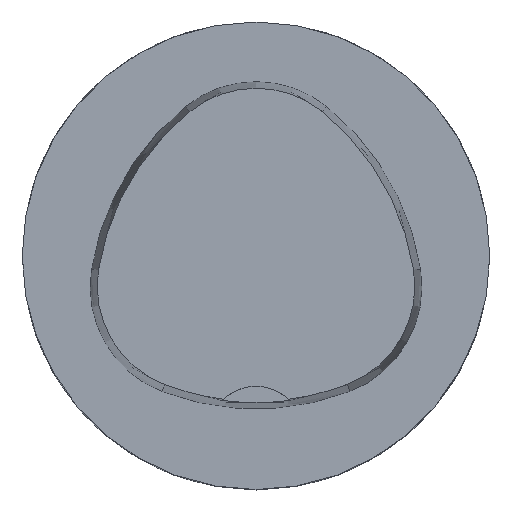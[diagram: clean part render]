
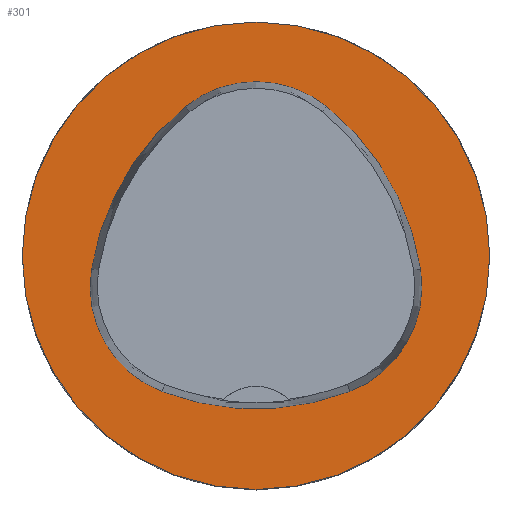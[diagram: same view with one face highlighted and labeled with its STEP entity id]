
A CAD part, top view. The second image highlights one B-rep face of the part: STEP entity #301.
In plain terms, the highlighted planar face has unit normal (0, 0, 1).
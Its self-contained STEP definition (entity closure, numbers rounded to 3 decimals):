
#136=PLANE('',#854);
#301=ADVANCED_FACE('',(#352,#353),#136,.T.);
#352=FACE_BOUND('',#405,.T.);
#353=FACE_BOUND('',#406,.T.);
#405=EDGE_LOOP('',(#546,#547,#548,#549,#550,#551));
#406=EDGE_LOOP('',(#552));
#546=ORIENTED_EDGE('',*,*,#752,.T.);
#547=ORIENTED_EDGE('',*,*,#732,.T.);
#548=ORIENTED_EDGE('',*,*,#736,.T.);
#549=ORIENTED_EDGE('',*,*,#739,.T.);
#550=ORIENTED_EDGE('',*,*,#742,.T.);
#551=ORIENTED_EDGE('',*,*,#750,.T.);
#552=ORIENTED_EDGE('',*,*,#723,.F.);
#651=VERTEX_POINT('',#1195);
#660=VERTEX_POINT('',#1214);
#661=VERTEX_POINT('',#1215);
#664=VERTEX_POINT('',#1223);
#666=VERTEX_POINT('',#1229);
#668=VERTEX_POINT('',#1235);
#675=VERTEX_POINT('',#1256);
#723=EDGE_CURVE('',#651,#651,#779,.T.);
#732=EDGE_CURVE('',#660,#661,#780,.T.);
#736=EDGE_CURVE('',#661,#664,#782,.T.);
#739=EDGE_CURVE('',#664,#666,#784,.T.);
#742=EDGE_CURVE('',#666,#668,#786,.T.);
#750=EDGE_CURVE('',#668,#675,#790,.T.);
#752=EDGE_CURVE('',#675,#660,#792,.T.);
#779=CIRCLE('',#826,25.0);
#780=CIRCLE('',#832,28.0);
#782=CIRCLE('',#835,12.0);
#784=CIRCLE('',#838,28.0);
#786=CIRCLE('',#841,12.0);
#790=CIRCLE('',#846,28.0);
#792=CIRCLE('',#849,12.0);
#826=AXIS2_PLACEMENT_3D('',#1194,#961,#962);
#832=AXIS2_PLACEMENT_3D('',#1213,#977,#978);
#835=AXIS2_PLACEMENT_3D('',#1222,#985,#986);
#838=AXIS2_PLACEMENT_3D('',#1228,#992,#993);
#841=AXIS2_PLACEMENT_3D('',#1234,#999,#1000);
#846=AXIS2_PLACEMENT_3D('',#1257,#1011,#1012);
#849=AXIS2_PLACEMENT_3D('',#1260,#1017,#1018);
#854=AXIS2_PLACEMENT_3D('',#1265,#1027,#1028);
#961=DIRECTION('',(0.0,0.0,-1.0));
#962=DIRECTION('',(-1.0,0.0,0.0));
#977=DIRECTION('',(0.0,0.0,-1.0));
#978=DIRECTION('',(-1.0,0.0,0.0));
#985=DIRECTION('',(0.0,0.0,-1.0));
#986=DIRECTION('',(-1.0,0.0,0.0));
#992=DIRECTION('',(0.0,0.0,-1.0));
#993=DIRECTION('',(-1.0,0.0,0.0));
#999=DIRECTION('',(0.0,0.0,-1.0));
#1000=DIRECTION('',(-1.0,0.0,0.0));
#1011=DIRECTION('',(0.0,0.0,-1.0));
#1012=DIRECTION('',(-1.0,0.0,0.0));
#1017=DIRECTION('',(0.0,0.0,-1.0));
#1018=DIRECTION('',(-1.0,0.0,0.0));
#1027=DIRECTION('',(0.0,0.0,1.0));
#1028=DIRECTION('',(1.0,0.0,0.0));
#1194=CARTESIAN_POINT('',(0.0,0.0,0.0));
#1195=CARTESIAN_POINT('',(-25.0,0.0,0.0));
#1213=CARTESIAN_POINT('',(10.068,-5.824,0.0));
#1214=CARTESIAN_POINT('',(-17.584,-1.424,0.0));
#1215=CARTESIAN_POINT('',(-7.531,15.953,0.0));
#1222=CARTESIAN_POINT('',(0.011,6.62,0.0));
#1223=CARTESIAN_POINT('',(7.567,15.942,0.0));
#1228=CARTESIAN_POINT('',(-10.063,-5.81,0.0));
#1229=CARTESIAN_POINT('',(17.59,-1.418,0.0));
#1234=CARTESIAN_POINT('',(5.739,-3.3,0.0));
#1235=CARTESIAN_POINT('',(10.05,-14.499,0.0));
#1256=CARTESIAN_POINT('',(-10.025,-14.516,0.0));
#1257=CARTESIAN_POINT('',(-0.01,11.631,0.0));
#1260=CARTESIAN_POINT('',(-5.733,-3.31,0.0));
#1265=CARTESIAN_POINT('',(0.0,0.0,0.0));
